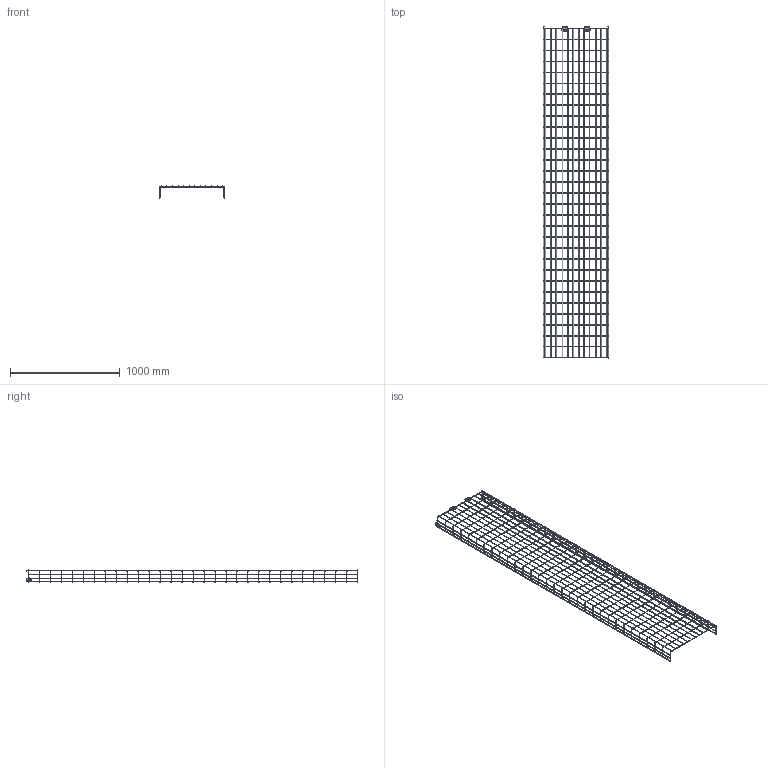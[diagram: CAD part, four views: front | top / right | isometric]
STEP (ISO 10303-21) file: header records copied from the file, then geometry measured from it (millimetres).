
FILE_DESCRIPTION((''),'2;1');
FILE_NAME('912460_ASM','2018-11-07T13:17:47',('tomasz.grudniewski'),(''),'CREO PARAMETRIC BY PTC INC, 2018260','CREO PARAMETRIC BY PTC INC, 2018260','');
FILE_SCHEMA(('CONFIG_CONTROL_DESIGN'));
Products named in the file (5): 912460; ZZLS1_1; ZZLS1_2_20140910; UZS1_1_5_20140716; 912460_ASM
Assembly tree (5 placements, depth 2):
  912460_ASM
    912460
    ZZLS1_1
    ZZLS1_2_20140910
    UZS1_1_5_20140716  x2
Bounding box: 600 x 3024.5 x 109.87 mm (x, y, z)
Volume: 1554372.6 mm3; surface area: 1253178 mm2
Topology: 53 solids, 53 shells, 1596 faces, 3728 edges, 2296 vertices
Faces by surface type: plane 664, cylinder 346, extrusion 226, bspline 164, torus 124, cone 72
Entity records: 54998 total; most frequent: CARTESIAN_POINT 26653, ORIENTED_EDGE 6000, DIRECTION 5213, EDGE_CURVE 3000, VECTOR 1871, VERTEX_POINT 1816, LINE 1714, AXIS2_PLACEMENT_3D 1671
